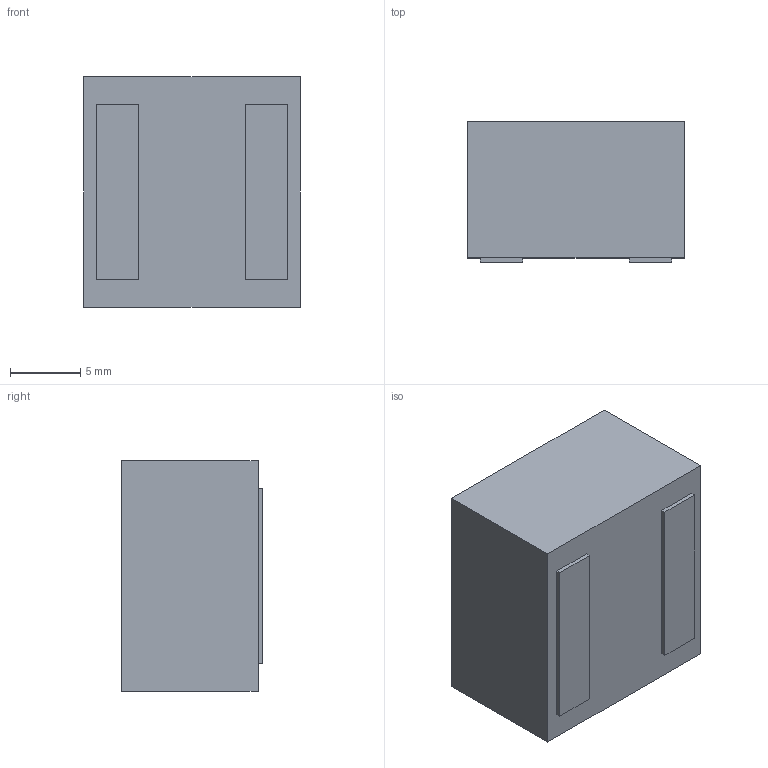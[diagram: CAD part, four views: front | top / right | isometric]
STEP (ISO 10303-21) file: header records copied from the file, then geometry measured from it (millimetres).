
FILE_DESCRIPTION(('FreeCAD Model'),'2;1');
FILE_NAME('Open CASCADE Shape Model','2024-11-01T09:19:13',(''),(''), 'Open CASCADE STEP processor 7.6','FreeCAD','Unknown');
FILE_SCHEMA(('AUTOMOTIVE_DESIGN { 1 0 10303 214 1 1 1 1 }'));
Length unit declared in the file: millimetre
Products named in the file (1): Coilcraft-XAL1510-103
Bounding box: 15.4 x 10 x 16.4 mm (x, y, z)
Volume: 2472.3 mm3; surface area: 1140.7 mm2
Topology: 1 solids, 1 shells, 70 faces, 157 edges, 97 vertices
Faces by surface type: plane 37, bspline 33
Entity records: 3747 total; most frequent: CARTESIAN_POINT 1922, ORIENTED_EDGE 314, DIRECTION 167, EDGE_CURVE 157, VERTEX_POINT 97, LINE 91, VECTOR 91, FACE_BOUND 78
